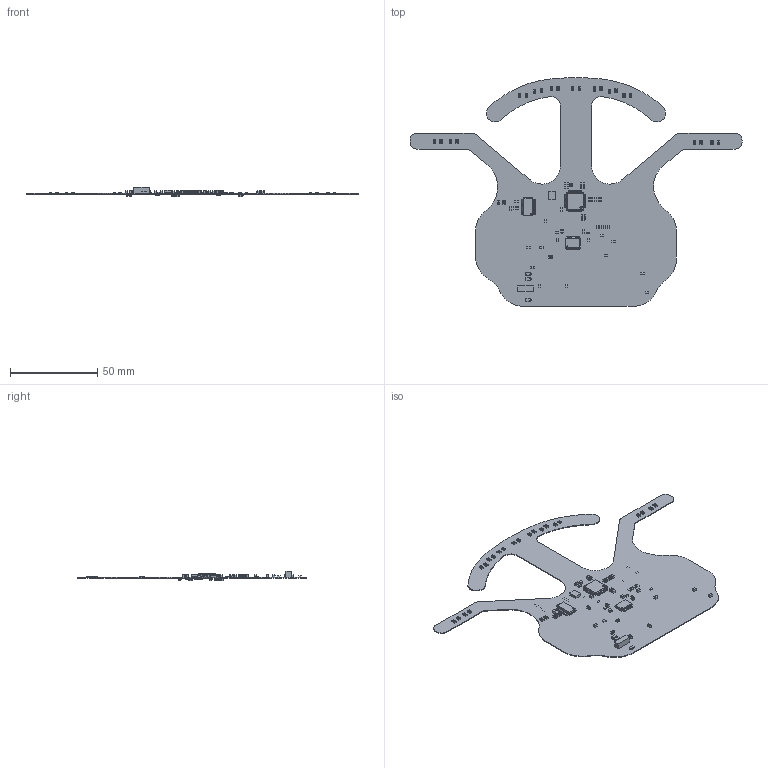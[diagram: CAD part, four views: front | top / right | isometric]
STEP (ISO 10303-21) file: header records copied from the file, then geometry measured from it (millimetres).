
FILE_DESCRIPTION(('Open CASCADE Model'),'2;1');
FILE_NAME('Open CASCADE Shape Model','2020-07-24T11:13:42',('Author'),( 'Open CASCADE'),'Open CASCADE STEP processor 6.8','Open CASCADE 6.8' ,'Unknown');
FILE_SCHEMA(('AUTOMOTIVE_DESIGN { 1 0 10303 214 1 1 1 1 }'));
Length unit declared in the file: millimetre
Products named in the file (148): PCB; Board; Open CASCADE STEP translator 6.8 2.1.1; C36; 5434699552; Fillet1; Fillet2; body2; C32; U16; 5434690672; Body; PinsArrayLR; U15; 5434699712; PinsArrayTB; R3; 6497938592; Extruded; D5; 5434701472; PinKIdent; PinK; PinA; M1; 6497938992; C26; 5434690272; Terminal; Open_CASCADE_STEP_translator_6.8_17.1.1; Open_CASCADE_STEP_translator_6.8_17.1.2; Mid_Body; Open_CASCADE_STEP_translator_6.8_17.2.1; R2; 6497939392; R1; User_Library-RES_2013-0805; D4; D1; C6 ...
Assembly tree (212 placements, depth 5):
  PCB
    Board
      Open CASCADE STEP translator 6.8 2.1.1
    C36
      5434699552
        Fillet1
        Fillet2
        body2
    C32
      5434699552
        Fillet1
        Fillet2
        body2
    U16
      5434690672
        Body
        PinsArrayLR
    U15
      5434699712
        Body
        PinsArrayLR
        PinsArrayTB
    R3
      6497938592
        Extruded
    D5
      5434701472
        Body
        PinKIdent
        PinK
        PinA
    M1
      6497938992
        Extruded
    C26
      5434690272
        Terminal
          Open_CASCADE_STEP_translator_6.8_17.1.1
          Open_CASCADE_STEP_translator_6.8_17.1.2
        Mid_Body
          Open_CASCADE_STEP_translator_6.8_17.2.1
    R2
      6497939392
        Extruded
    R1
      User_Library-RES_2013-0805
    D4
      5434701472
        Body
        PinKIdent
        PinK
        PinA
    D1
      5434701472
        Body
        PinKIdent
        PinK
        PinA
    C6
      5434699552
Bounding box: 190 x 130.88 x 5.36 mm (x, y, z)
Volume: 5022.3 mm3; surface area: 24004.2 mm2
Topology: 380 solids, 380 shells, 6907 faces, 17009 edges, 10834 vertices
Faces by surface type: plane 4130, bspline 1376, cylinder 1113, sphere 288
Full cylindrical faces by diameter (mm): 0.163 x1, 0.662 x1, 0.7 x1, 1.25 x1
Entity records: 81145 total; most frequent: CARTESIAN_POINT 16192, DIRECTION 12528, ORIENTED_EDGE 12512, EDGE_CURVE 6256, LINE 5136, VECTOR 5136, VERTEX_POINT 4092, AXIS2_PLACEMENT_3D 3696
